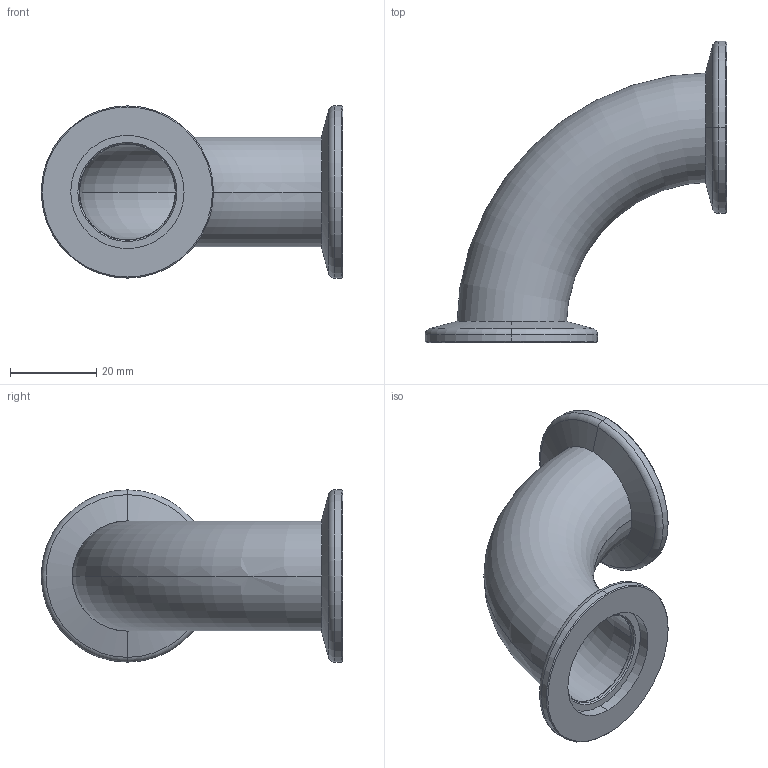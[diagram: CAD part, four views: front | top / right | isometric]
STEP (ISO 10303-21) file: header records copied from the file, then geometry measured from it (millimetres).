
FILE_DESCRIPTION (( 'STEP AP214' ), '1' );
FILE_NAME ('KE25-25.STEP', '2009-06-03T07:36:55', ( 'Hositrad' ), ( '' ), 'SwSTEP 2.0', 'SolidWorks 2009', '' );
FILE_SCHEMA (( 'AUTOMOTIVE_DESIGN' ));
Length unit declared in the file: millimetre
Products named in the file (3): KE25-25; KF25-25WS; Elbow25
Assembly tree (3 placements, depth 2):
  KE25-25
    KF25-25WS  x2
    Elbow25
Bounding box: 70 x 70 x 40 mm (x, y, z)
Volume: 14537.6 mm3; surface area: 16054.1 mm2
Topology: 3 solids, 3 shells, 44 faces, 88 edges, 52 vertices
Faces by surface type: cylinder 16, cone 12, torus 8, plane 8
Entity records: 786 total; most frequent: DIRECTION 148, CARTESIAN_POINT 111, ORIENTED_EDGE 100, AXIS2_PLACEMENT_3D 67, EDGE_CURVE 50, CIRCLE 36, VERTEX_POINT 30, EDGE_LOOP 30
